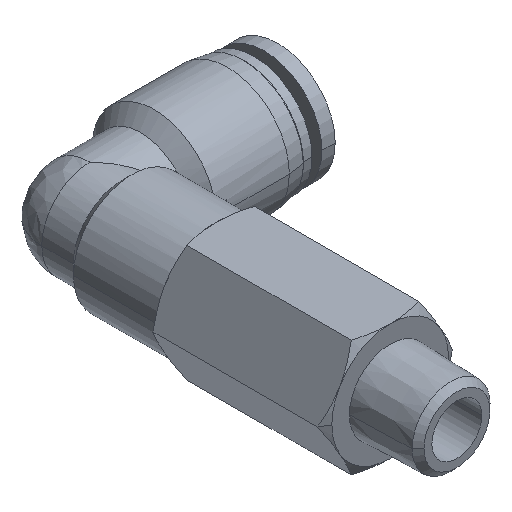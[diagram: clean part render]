
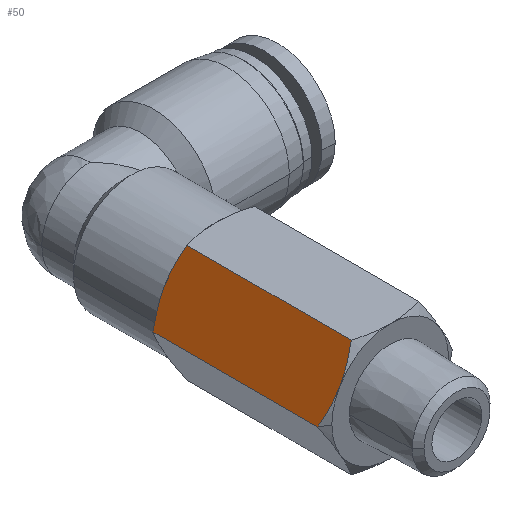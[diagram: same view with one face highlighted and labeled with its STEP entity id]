
A CAD part, isometric view. The second image highlights one B-rep face of the part: STEP entity #50.
In plain terms, the highlighted planar face has unit normal (-0.866, 0, 0.5).
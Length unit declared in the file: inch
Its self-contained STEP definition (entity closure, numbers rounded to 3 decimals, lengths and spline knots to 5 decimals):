
#14 = CARTESIAN_POINT ( 'NONE',  ( -0.15911, -0.02461, 0.27559 ) ) ;
#50 = ADVANCED_FACE ( 'NONE', ( #237 ), #601, .T. ) ;
#71 = VECTOR ( 'NONE', #2014, 39.37008 ) ;
#160 = CARTESIAN_POINT ( 'NONE',  ( -0.15911, -0.80216, 0.27559 ) ) ;
#171 = CARTESIAN_POINT ( 'NONE',  ( -0.22509, -0.82677, 0.16131 ) ) ;
#237 = FACE_OUTER_BOUND ( 'NONE', #2549, .T. ) ;
#258 = CARTESIAN_POINT ( 'NONE',  ( -0.18521, -0.01092, 0.23039 ) ) ;
#304 = CARTESIAN_POINT ( 'NONE',  ( -0.26564, -0.82442, 0.09108 ) ) ;
#347 = EDGE_CURVE ( 'NONE', #1119, #2515, #2717, .T. ) ;
#366 = DIRECTION ( 'NONE',  ( 0.5, 0., 0.866 ) ) ;
#373 = DIRECTION ( 'NONE',  ( -0.866, 0., 0.5 ) ) ;
#475 = CARTESIAN_POINT ( 'NONE',  ( -0.15911, -0.82677, 0.27559 ) ) ;
#520 = CARTESIAN_POINT ( 'NONE',  ( -0.22509, 0., 0.16131 ) ) ;
#560 = CARTESIAN_POINT ( 'NONE',  ( -0.30523, -0.80966, 0.02251 ) ) ;
#601 = PLANE ( 'NONE',  #3023 ) ;
#693 = CARTESIAN_POINT ( 'NONE',  ( -0.23867, -0.82677, 0.1378 ) ) ;
#722 = VERTEX_POINT ( 'NONE', #2619 ) ;
#780 = CARTESIAN_POINT ( 'NONE',  ( -0.31822, -0.80216, 0. ) ) ;
#804 = CARTESIAN_POINT ( 'NONE',  ( -0.23867, -0.82677, 0.1378 ) ) ;
#920 = CARTESIAN_POINT ( 'NONE',  ( -0.17211, -0.80966, 0.25308 ) ) ;
#992 = VERTEX_POINT ( 'NONE', #693 ) ;
#1008 = CARTESIAN_POINT ( 'NONE',  ( -0.26564, -0.00235, 0.09108 ) ) ;
#1118 = ORIENTED_EDGE ( 'NONE', *, *, #1555, .F. ) ;
#1119 = VERTEX_POINT ( 'NONE', #780 ) ;
#1230 = CARTESIAN_POINT ( 'NONE',  ( -0.15911, -0.82677, 0.27559 ) ) ;
#1267 = B_SPLINE_CURVE_WITH_KNOTS ( 'NONE', 3,
 ( #2496, #920, #3256, #1712, #171, #1975 ),
 .UNSPECIFIED., .F., .F.,
 ( 4, 2, 4 ),
 ( 0., 0.00204, 0.00409 ),
 .UNSPECIFIED. ) ;
#1283 = CARTESIAN_POINT ( 'NONE',  ( -0.30523, -0.01711, 0.02251 ) ) ;
#1477 = B_SPLINE_CURVE_WITH_KNOTS ( 'NONE', 3,
 ( #14, #1550, #258, #2055, #520, #2326 ),
 .UNSPECIFIED., .F., .F.,
 ( 4, 2, 4 ),
 ( 0., 0.00204, 0.00409 ),
 .UNSPECIFIED. ) ;
#1498 = B_SPLINE_CURVE_WITH_KNOTS ( 'NONE', 3,
 ( #2820, #3087, #1008, #2831, #1283, #3100 ),
 .UNSPECIFIED., .F., .F.,
 ( 4, 2, 4 ),
 ( 0., 0.00204, 0.00409 ),
 .UNSPECIFIED. ) ;
#1550 = CARTESIAN_POINT ( 'NONE',  ( -0.17211, -0.01711, 0.25308 ) ) ;
#1555 = EDGE_CURVE ( 'NONE', #992, #1119, #2216, .T. ) ;
#1654 = VERTEX_POINT ( 'NONE', #160 ) ;
#1684 = ORIENTED_EDGE ( 'NONE', *, *, #2941, .F. ) ;
#1712 = CARTESIAN_POINT ( 'NONE',  ( -0.2117, -0.82442, 0.18451 ) ) ;
#1755 = EDGE_CURVE ( 'NONE', #1654, #722, #1984, .T. ) ;
#1975 = CARTESIAN_POINT ( 'NONE',  ( -0.23867, -0.82677, 0.1378 ) ) ;
#1984 = LINE ( 'NONE', #475, #71 ) ;
#2014 = DIRECTION ( 'NONE',  ( 0., 1., 0. ) ) ;
#2055 = CARTESIAN_POINT ( 'NONE',  ( -0.2117, -0.00235, 0.18451 ) ) ;
#2105 = CARTESIAN_POINT ( 'NONE',  ( -0.29213, -0.81585, 0.0452 ) ) ;
#2216 = B_SPLINE_CURVE_WITH_KNOTS ( 'NONE', 3,
 ( #804, #2877, #304, #2105, #560, #2373 ),
 .UNSPECIFIED., .F., .F.,
 ( 4, 2, 4 ),
 ( 0., 0.00204, 0.00409 ),
 .UNSPECIFIED. ) ;
#2239 = CARTESIAN_POINT ( 'NONE',  ( -0.23867, 0., 0.1378 ) ) ;
#2281 = DIRECTION ( 'NONE',  ( 0., 1., 0. ) ) ;
#2326 = CARTESIAN_POINT ( 'NONE',  ( -0.23867, 0., 0.1378 ) ) ;
#2330 = CARTESIAN_POINT ( 'NONE',  ( -0.31822, -0.82677, 0. ) ) ;
#2373 = CARTESIAN_POINT ( 'NONE',  ( -0.31822, -0.80216, 0. ) ) ;
#2496 = CARTESIAN_POINT ( 'NONE',  ( -0.15911, -0.80216, 0.27559 ) ) ;
#2515 = VERTEX_POINT ( 'NONE', #2563 ) ;
#2549 = EDGE_LOOP ( 'NONE', ( #2814, #1118, #1684, #3292, #3116, #2983 ) ) ;
#2563 = CARTESIAN_POINT ( 'NONE',  ( -0.31822, -0.02461, 0. ) ) ;
#2582 = EDGE_CURVE ( 'NONE', #2946, #2515, #1498, .T. ) ;
#2591 = EDGE_CURVE ( 'NONE', #722, #2946, #1477, .T. ) ;
#2619 = CARTESIAN_POINT ( 'NONE',  ( -0.15911, -0.02461, 0.27559 ) ) ;
#2715 = VECTOR ( 'NONE', #2281, 39.37008 ) ;
#2717 = LINE ( 'NONE', #2330, #2715 ) ;
#2814 = ORIENTED_EDGE ( 'NONE', *, *, #347, .F. ) ;
#2820 = CARTESIAN_POINT ( 'NONE',  ( -0.23867, 0., 0.1378 ) ) ;
#2831 = CARTESIAN_POINT ( 'NONE',  ( -0.29213, -0.01092, 0.0452 ) ) ;
#2877 = CARTESIAN_POINT ( 'NONE',  ( -0.25225, -0.82677, 0.11428 ) ) ;
#2941 = EDGE_CURVE ( 'NONE', #1654, #992, #1267, .T. ) ;
#2946 = VERTEX_POINT ( 'NONE', #2239 ) ;
#2983 = ORIENTED_EDGE ( 'NONE', *, *, #2582, .T. ) ;
#3023 = AXIS2_PLACEMENT_3D ( 'NONE', #1230, #373, #366 ) ;
#3087 = CARTESIAN_POINT ( 'NONE',  ( -0.25225, 0., 0.11428 ) ) ;
#3100 = CARTESIAN_POINT ( 'NONE',  ( -0.31822, -0.02461, 0. ) ) ;
#3116 = ORIENTED_EDGE ( 'NONE', *, *, #2591, .T. ) ;
#3256 = CARTESIAN_POINT ( 'NONE',  ( -0.18521, -0.81585, 0.23039 ) ) ;
#3292 = ORIENTED_EDGE ( 'NONE', *, *, #1755, .T. ) ;
